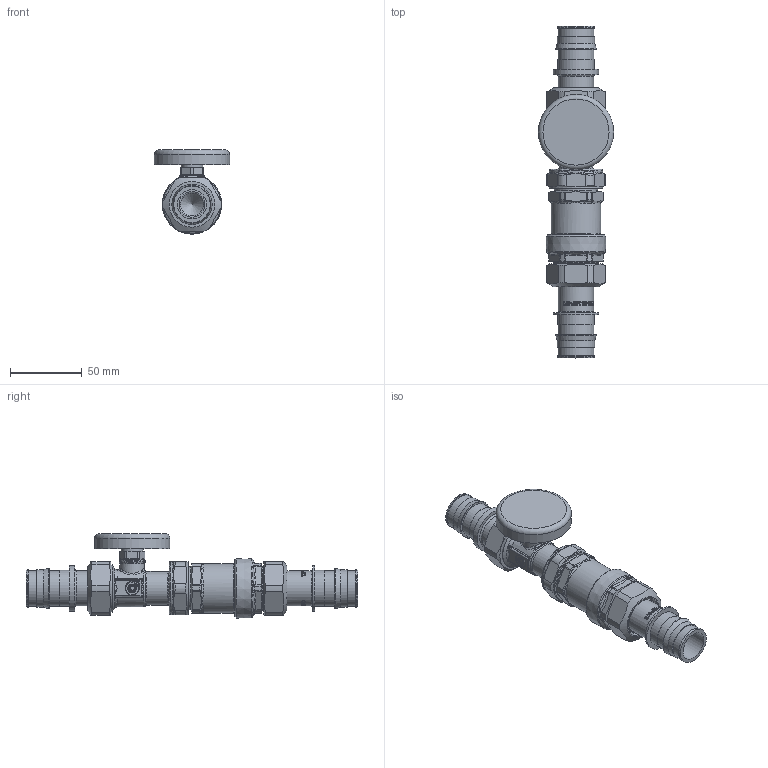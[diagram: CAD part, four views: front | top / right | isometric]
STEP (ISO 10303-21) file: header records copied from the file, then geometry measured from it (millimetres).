
FILE_DESCRIPTION(/* description */ (''),/* implementation_level */ '2;1');
FILE_NAME(/* name */ '127163AFC_Simplify_1.stp',/* time_stamp */ '2025-07-24T16:01:29-05:00',/* author */ ('ischreiner'),/* organization */ (''),/* preprocessor_version */ 'ST-DEVELOPER v20',/* originating_system */ 'Autodesk Inventor 2025',/* authorisation */ '');
FILE_SCHEMA (('AUTOMOTIVE_DESIGN { 1 0 10303 214 3 1 1 }'));
Length unit declared in the file: inch
Products named in the file (1): 127163AFC_Simplify_1
Bounding box: 52.32 x 230.82 x 58.6 mm (x, y, z)
Volume: 122848 mm3; surface area: 60700.8 mm2
Topology: 6 solids, 6 shells, 1231 faces, 3054 edges, 1855 vertices
Faces by surface type: bspline 393, plane 354, cylinder 263, torus 92, cone 91, sphere 38
Full cylindrical faces by diameter (mm): 15.24 x1, 15.748 x1, 15.875 x1, 17 x1, 18 x1, 20.091 x2, 20.32 x2, 20.6 x1, 20.701 x1, 21 x2, 22 x1, 23.5 x1, 24 x1, 24.1 x2, 24.384 x2, 24.765 x4, 25 x2, 25.095 x2, 26.111 x2, 26.924 x2, 27.686 x2, 28.3 x2, 28.5 x1, 28.6 x1, 29.515 x2, 29.6 x1, 30 x4, 30.2 x1, 30.302 x2, 30.4 x1
Entity records: 53251 total; most frequent: CARTESIAN_POINT 25153, ORIENTED_EDGE 5998, DIRECTION 4886, EDGE_CURVE 2999, AXIS2_PLACEMENT_3D 1895, VERTEX_POINT 1855, EDGE_LOOP 1320, STYLED_ITEM 1237
